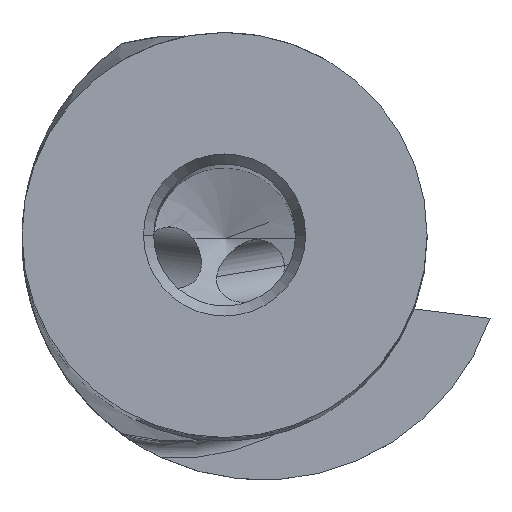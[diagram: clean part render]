
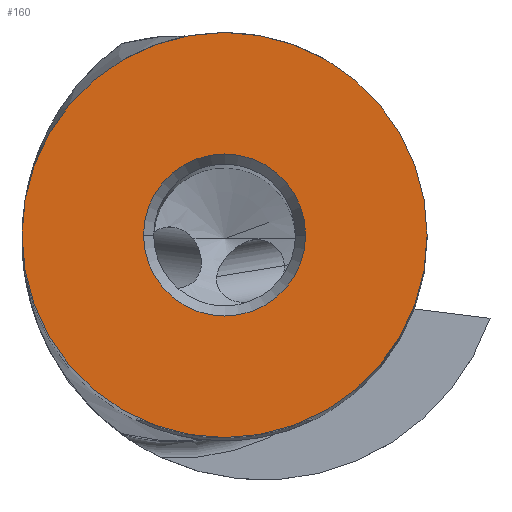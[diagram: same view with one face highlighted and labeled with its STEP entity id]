
A CAD part, top view. The second image highlights one B-rep face of the part: STEP entity #160.
In plain terms, the highlighted planar face has unit normal (0, 0, 1).
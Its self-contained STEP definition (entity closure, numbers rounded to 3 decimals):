
#46=FACE_BOUND('',#312,.T.);
#47=FACE_BOUND('',#313,.T.);
#69=PLANE('',#1462);
#160=ADVANCED_FACE('',(#46,#47),#69,.T.);
#312=EDGE_LOOP('',(#864,#865));
#313=EDGE_LOOP('',(#866,#867));
#373=CIRCLE('',#1452,10.);
#374=CIRCLE('',#1456,10.);
#375=CIRCLE('',#1460,4.);
#376=CIRCLE('',#1461,4.);
#864=ORIENTED_EDGE('',*,*,#1241,.F.);
#865=ORIENTED_EDGE('',*,*,#1235,.F.);
#866=ORIENTED_EDGE('',*,*,#1246,.F.);
#867=ORIENTED_EDGE('',*,*,#1247,.F.);
#1055=VERTEX_POINT('',#2795);
#1056=VERTEX_POINT('',#2797);
#1065=VERTEX_POINT('',#2819);
#1066=VERTEX_POINT('',#2820);
#1235=EDGE_CURVE('',#1055,#1056,#373,.T.);
#1241=EDGE_CURVE('',#1056,#1055,#374,.T.);
#1246=EDGE_CURVE('',#1065,#1066,#375,.T.);
#1247=EDGE_CURVE('',#1066,#1065,#376,.T.);
#1452=AXIS2_PLACEMENT_3D('',#2796,#1752,#1753);
#1456=AXIS2_PLACEMENT_3D('',#2808,#1763,#1764);
#1460=AXIS2_PLACEMENT_3D('',#2818,#1773,#1774);
#1461=AXIS2_PLACEMENT_3D('',#2821,#1775,#1776);
#1462=AXIS2_PLACEMENT_3D('',#2822,#1777,#1778);
#1752=DIRECTION('',(0.,0.,-1.));
#1753=DIRECTION('',(-1.,0.,0.));
#1763=DIRECTION('',(0.,0.,-1.));
#1764=DIRECTION('',(1.,0.,0.));
#1773=DIRECTION('',(0.,0.,1.));
#1774=DIRECTION('',(1.,0.,0.));
#1775=DIRECTION('',(0.,0.,1.));
#1776=DIRECTION('',(-1.,0.,0.));
#1777=DIRECTION('',(0.,0.,1.));
#1778=DIRECTION('',(-1.,0.,0.));
#2795=CARTESIAN_POINT('',(-10.,0.,0.));
#2796=CARTESIAN_POINT('',(0.,0.,0.));
#2797=CARTESIAN_POINT('',(10.,0.,0.));
#2808=CARTESIAN_POINT('',(0.,0.,0.));
#2818=CARTESIAN_POINT('',(0.,0.,0.));
#2819=CARTESIAN_POINT('',(4.,0.,0.));
#2820=CARTESIAN_POINT('',(-4.,0.,0.));
#2821=CARTESIAN_POINT('',(0.,0.,0.));
#2822=CARTESIAN_POINT('',(0.,0.,0.));
